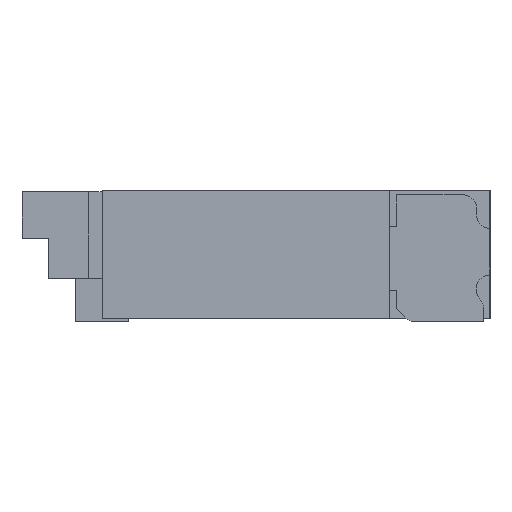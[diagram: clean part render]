
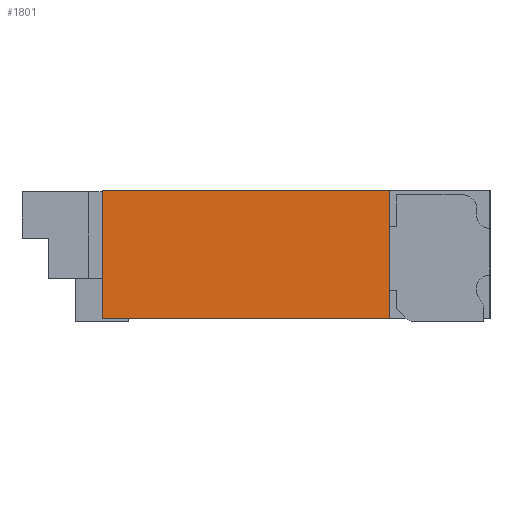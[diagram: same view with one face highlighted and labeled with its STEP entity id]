
A CAD part, left-side view. The second image highlights one B-rep face of the part: STEP entity #1801.
In plain terms, the highlighted planar face has unit normal (-1, 0, 0).
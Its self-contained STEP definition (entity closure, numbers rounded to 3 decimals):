
#1801 = ADVANCED_FACE( '', ( #3615 ), #3616, .T. );
#3615 = FACE_OUTER_BOUND( '', #5516, .T. );
#3616 = PLANE( '', #5517 );
#5516 = EDGE_LOOP( '', ( #10707, #10708, #10709, #10710 ) );
#5517 = AXIS2_PLACEMENT_3D( '', #10711, #10712, #10713 );
#10707 = ORIENTED_EDGE( '', *, *, #12681, .F. );
#10708 = ORIENTED_EDGE( '', *, *, #13910, .T. );
#10709 = ORIENTED_EDGE( '', *, *, #13189, .T. );
#10710 = ORIENTED_EDGE( '', *, *, #14970, .T. );
#10711 = CARTESIAN_POINT( '', ( -7., 0., 0. ) );
#10712 = DIRECTION( '', ( -1., 0., 0. ) );
#10713 = DIRECTION( '', ( 0., 0., 1. ) );
#12681 = EDGE_CURVE( '', #15355, #15357, #15358, .T. );
#13189 = EDGE_CURVE( '', #16270, #16268, #16271, .T. );
#13910 = EDGE_CURVE( '', #15355, #16270, #17513, .T. );
#14970 = EDGE_CURVE( '', #16268, #15357, #18967, .T. );
#15355 = VERTEX_POINT( '', #19395 );
#15357 = VERTEX_POINT( '', #19398 );
#15358 = LINE( '', #19399, #19400 );
#16268 = VERTEX_POINT( '', #20765 );
#16270 = VERTEX_POINT( '', #20768 );
#16271 = LINE( '', #20769, #20770 );
#17513 = LINE( '', #22630, #22631 );
#18967 = LINE( '', #24841, #24842 );
#19395 = CARTESIAN_POINT( '', ( -7., -0.7, 0.48 ) );
#19398 = CARTESIAN_POINT( '', ( -7., -0.7, -0.48 ) );
#19399 = CARTESIAN_POINT( '', ( -7., -0.7, 0. ) );
#19400 = VECTOR( '', #25453, 1000. );
#20765 = CARTESIAN_POINT( '', ( -7., 1.45, -0.48 ) );
#20768 = CARTESIAN_POINT( '', ( -7., 1.45, 0.48 ) );
#20769 = CARTESIAN_POINT( '', ( -7., 1.45, 0.48 ) );
#20770 = VECTOR( '', #25928, 1000. );
#22630 = CARTESIAN_POINT( '', ( -7., -1.45, 0.48 ) );
#22631 = VECTOR( '', #26571, 1000. );
#24841 = CARTESIAN_POINT( '', ( -7., 1.45, -0.48 ) );
#24842 = VECTOR( '', #27364, 1000. );
#25453 = DIRECTION( '', ( 0., 0., -1. ) );
#25928 = DIRECTION( '', ( 0., 0., -1. ) );
#26571 = DIRECTION( '', ( 0., 1., 0. ) );
#27364 = DIRECTION( '', ( 0., -1., 0. ) );
